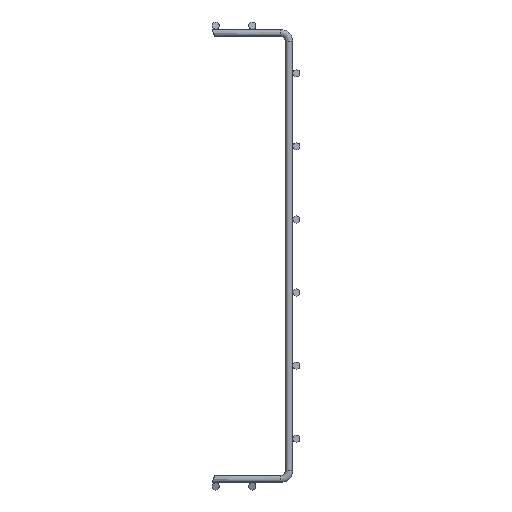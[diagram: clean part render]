
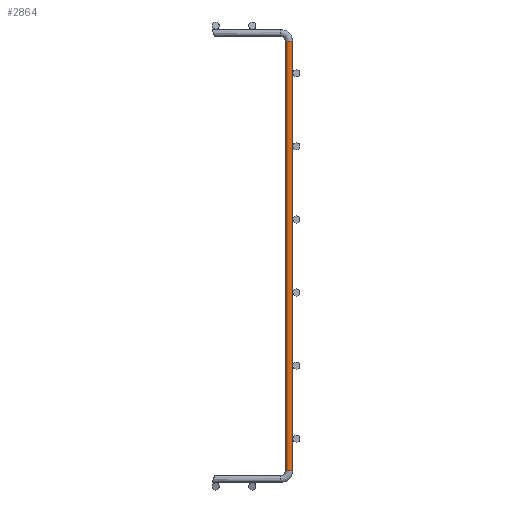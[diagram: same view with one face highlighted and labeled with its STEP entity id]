
A CAD part, left-side view. The second image highlights one B-rep face of the part: STEP entity #2864.
In plain terms, the highlighted cylindrical face has radius 2.5 mm (diameter 5 mm), a partial arc.
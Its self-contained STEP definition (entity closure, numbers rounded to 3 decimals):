
#302 = AXIS2_PLACEMENT_3D ( 'NONE', #7063, #3151, #7169 ) ;
#434 = VERTEX_POINT ( 'NONE', #8274 ) ;
#831 = CARTESIAN_POINT ( 'NONE',  ( 0., -2.5, 147. ) ) ;
#939 = VERTEX_POINT ( 'NONE', #4569 ) ;
#951 = CARTESIAN_POINT ( 'NONE',  ( 0., 0., 147. ) ) ;
#1187 = DIRECTION ( 'NONE',  ( 0., -1., 0. ) ) ;
#2146 = CARTESIAN_POINT ( 'NONE',  ( 0., -2.5, -147. ) ) ;
#2253 = AXIS2_PLACEMENT_3D ( 'NONE', #2146, #5249, #1187 ) ;
#2442 = CARTESIAN_POINT ( 'NONE',  ( 0., 0., 147. ) ) ;
#2492 = FACE_OUTER_BOUND ( 'NONE', #7268, .T. ) ;
#2496 = DIRECTION ( 'NONE',  ( 0., 0., -1. ) ) ;
#2528 = VERTEX_POINT ( 'NONE', #951 ) ;
#2614 = EDGE_CURVE ( 'NONE', #939, #4448, #2869, .T. ) ;
#2864 = ADVANCED_FACE ( 'NONE', ( #2492 ), #5860, .T. ) ;
#2869 = LINE ( 'NONE', #9498, #9363 ) ;
#3151 = DIRECTION ( 'NONE',  ( 0., 0., 1. ) ) ;
#3346 = DIRECTION ( 'NONE',  ( 0., 1., 0. ) ) ;
#3960 = EDGE_CURVE ( 'NONE', #434, #4448, #6851, .T. ) ;
#4146 = DIRECTION ( 'NONE',  ( 0., 0., -1. ) ) ;
#4151 = LINE ( 'NONE', #2442, #7899 ) ;
#4448 = VERTEX_POINT ( 'NONE', #8447 ) ;
#4569 = CARTESIAN_POINT ( 'NONE',  ( 0., -5., 147. ) ) ;
#4675 = AXIS2_PLACEMENT_3D ( 'NONE', #831, #4146, #3346 ) ;
#5249 = DIRECTION ( 'NONE',  ( 0., 0., 1. ) ) ;
#5353 = EDGE_CURVE ( 'NONE', #2528, #434, #4151, .T. ) ;
#5860 = CYLINDRICAL_SURFACE ( 'NONE', #4675, 2.5 ) ;
#6033 = DIRECTION ( 'NONE',  ( 0., 0., -1. ) ) ;
#6438 = CIRCLE ( 'NONE', #302, 2.5 ) ;
#6851 = CIRCLE ( 'NONE', #2253, 2.5 ) ;
#7063 = CARTESIAN_POINT ( 'NONE',  ( 0., -2.5, 147. ) ) ;
#7169 = DIRECTION ( 'NONE',  ( 0., -1., 0. ) ) ;
#7268 = EDGE_LOOP ( 'NONE', ( #9394, #8968, #9594, #9447 ) ) ;
#7899 = VECTOR ( 'NONE', #2496, 1000. ) ;
#8274 = CARTESIAN_POINT ( 'NONE',  ( 0., 0., -147. ) ) ;
#8406 = EDGE_CURVE ( 'NONE', #2528, #939, #6438, .T. ) ;
#8447 = CARTESIAN_POINT ( 'NONE',  ( 0., -5., -147. ) ) ;
#8968 = ORIENTED_EDGE ( 'NONE', *, *, #8406, .F. ) ;
#9363 = VECTOR ( 'NONE', #6033, 1000. ) ;
#9394 = ORIENTED_EDGE ( 'NONE', *, *, #2614, .F. ) ;
#9447 = ORIENTED_EDGE ( 'NONE', *, *, #3960, .T. ) ;
#9498 = CARTESIAN_POINT ( 'NONE',  ( 0., -5., 147. ) ) ;
#9594 = ORIENTED_EDGE ( 'NONE', *, *, #5353, .T. ) ;
